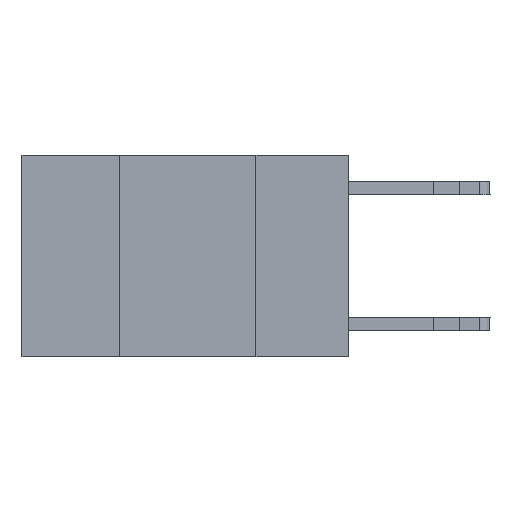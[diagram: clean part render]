
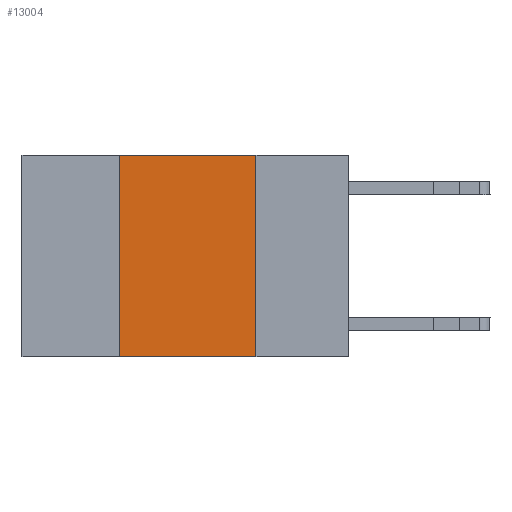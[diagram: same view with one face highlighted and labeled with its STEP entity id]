
A CAD part, left-side view. The second image highlights one B-rep face of the part: STEP entity #13004.
In plain terms, the highlighted planar face has unit normal (-1, 0, 0).
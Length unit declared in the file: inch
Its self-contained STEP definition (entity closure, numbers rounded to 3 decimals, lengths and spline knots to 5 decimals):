
#48 = VECTOR ( 'NONE', #800, 39.37008 ) ;
#132 = DIRECTION ( 'NONE',  ( 0., -1., 0. ) ) ;
#187 = CARTESIAN_POINT ( 'NONE',  ( 0., 0.6, -0.37 ) ) ;
#362 = CARTESIAN_POINT ( 'NONE',  ( 0., 0.17, 0. ) ) ;
#385 = VERTEX_POINT ( 'NONE', #14819 ) ;
#722 = PLANE ( 'NONE',  #14525 ) ;
#800 = DIRECTION ( 'NONE',  ( 0., 0., 1. ) ) ;
#1228 = EDGE_CURVE ( 'NONE', #6263, #6434, #5902, .T. ) ;
#1773 = DIRECTION ( 'NONE',  ( 1., 0., 0. ) ) ;
#1924 = FACE_OUTER_BOUND ( 'NONE', #10609, .T. ) ;
#3315 = VECTOR ( 'NONE', #8330, 39.37008 ) ;
#4711 = EDGE_CURVE ( 'NONE', #385, #13658, #9281, .T. ) ;
#4748 = ORIENTED_EDGE ( 'NONE', *, *, #4711, .T. ) ;
#5103 = ORIENTED_EDGE ( 'NONE', *, *, #1228, .F. ) ;
#5902 = LINE ( 'NONE', #11401, #11368 ) ;
#6263 = VERTEX_POINT ( 'NONE', #12122 ) ;
#6434 = VERTEX_POINT ( 'NONE', #7608 ) ;
#6559 = LINE ( 'NONE', #11080, #48 ) ;
#6699 = VECTOR ( 'NONE', #13988, 39.37008 ) ;
#7493 = EDGE_CURVE ( 'NONE', #6434, #13658, #11861, .T. ) ;
#7608 = CARTESIAN_POINT ( 'NONE',  ( 0., 0.17, 0. ) ) ;
#7758 = ORIENTED_EDGE ( 'NONE', *, *, #7493, .F. ) ;
#8330 = DIRECTION ( 'NONE',  ( 0., 0., -1. ) ) ;
#8758 = CARTESIAN_POINT ( 'NONE',  ( 0., 0.6, 0. ) ) ;
#9281 = LINE ( 'NONE', #187, #6699 ) ;
#10609 = EDGE_LOOP ( 'NONE', ( #7758, #5103, #13752, #4748 ) ) ;
#11080 = CARTESIAN_POINT ( 'NONE',  ( 0., 0.42, 0. ) ) ;
#11368 = VECTOR ( 'NONE', #132, 39.37008 ) ;
#11401 = CARTESIAN_POINT ( 'NONE',  ( 0., 0.6, 0. ) ) ;
#11861 = LINE ( 'NONE', #362, #3315 ) ;
#12122 = CARTESIAN_POINT ( 'NONE',  ( 0., 0.42, 0. ) ) ;
#12205 = DIRECTION ( 'NONE',  ( 0., 0., -1. ) ) ;
#12559 = CARTESIAN_POINT ( 'NONE',  ( 0., 0.17, -0.37 ) ) ;
#13004 = ADVANCED_FACE ( 'NONE', ( #1924 ), #722, .F. ) ;
#13658 = VERTEX_POINT ( 'NONE', #12559 ) ;
#13752 = ORIENTED_EDGE ( 'NONE', *, *, #14354, .F. ) ;
#13988 = DIRECTION ( 'NONE',  ( 0., -1., 0. ) ) ;
#14354 = EDGE_CURVE ( 'NONE', #385, #6263, #6559, .T. ) ;
#14525 = AXIS2_PLACEMENT_3D ( 'NONE', #8758, #1773, #12205 ) ;
#14819 = CARTESIAN_POINT ( 'NONE',  ( 0., 0.42, -0.37 ) ) ;
